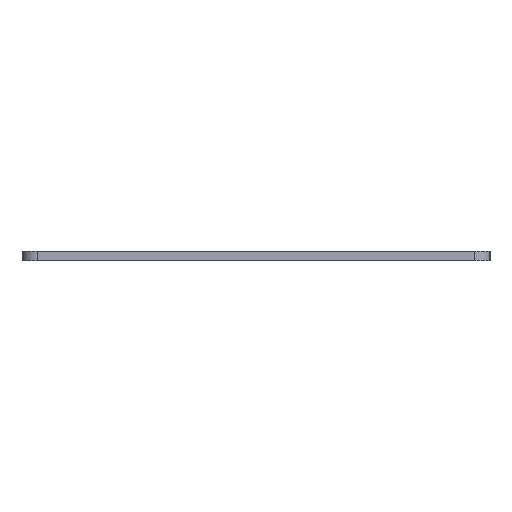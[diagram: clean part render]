
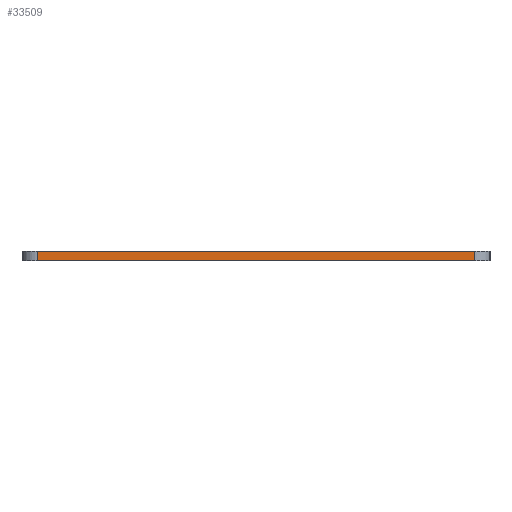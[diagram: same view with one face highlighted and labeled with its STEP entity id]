
A CAD part, left-side view. The second image highlights one B-rep face of the part: STEP entity #33509.
In plain terms, the highlighted planar face has unit normal (-1, 0, 0).
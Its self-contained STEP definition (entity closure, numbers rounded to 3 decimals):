
#55 = CYLINDRICAL_SURFACE('',#56,2.5);
#56 = AXIS2_PLACEMENT_3D('',#57,#58,#59);
#57 = CARTESIAN_POINT('',(17.5,-62.5,0.));
#58 = DIRECTION('',(-0.,-0.,-1.));
#59 = DIRECTION('',(1.,0.,-0.));
#83 = PLANE('',#84);
#84 = AXIS2_PLACEMENT_3D('',#85,#86,#87);
#85 = CARTESIAN_POINT('',(147.563,-98.1,1.6));
#86 = DIRECTION('',(-0.,-0.,-1.));
#87 = DIRECTION('',(-1.,0.,0.));
#137 = PLANE('',#138);
#138 = AXIS2_PLACEMENT_3D('',#139,#140,#141);
#139 = CARTESIAN_POINT('',(147.563,-98.1,0.));
#140 = DIRECTION('',(-0.,-0.,-1.));
#141 = DIRECTION('',(-1.,0.,0.));
#154 = VERTEX_POINT('',#155);
#155 = CARTESIAN_POINT('',(15.,-62.5,1.6));
#181 = EDGE_CURVE('',#182,#154,#184,.T.);
#182 = VERTEX_POINT('',#183);
#183 = CARTESIAN_POINT('',(15.,-62.5,0.));
#184 = SURFACE_CURVE('',#185,(#189,#196),.PCURVE_S1.);
#185 = LINE('',#186,#187);
#186 = CARTESIAN_POINT('',(15.,-62.5,0.));
#187 = VECTOR('',#188,1.);
#188 = DIRECTION('',(0.,0.,1.));
#189 = PCURVE('',#55,#190);
#190 = DEFINITIONAL_REPRESENTATION('',(#191),#195);
#191 = LINE('',#192,#193);
#192 = CARTESIAN_POINT('',(-3.142,0.));
#193 = VECTOR('',#194,1.);
#194 = DIRECTION('',(-0.,-1.));
#195 = ( GEOMETRIC_REPRESENTATION_CONTEXT(2) 
PARAMETRIC_REPRESENTATION_CONTEXT() REPRESENTATION_CONTEXT('2D SPACE',''
  ) );
#196 = PCURVE('',#197,#202);
#197 = PLANE('',#198);
#198 = AXIS2_PLACEMENT_3D('',#199,#200,#201);
#199 = CARTESIAN_POINT('',(15.,-133.7,0.));
#200 = DIRECTION('',(-1.,0.,0.));
#201 = DIRECTION('',(0.,1.,0.));
#202 = DEFINITIONAL_REPRESENTATION('',(#203),#207);
#203 = LINE('',#204,#205);
#204 = CARTESIAN_POINT('',(71.2,0.));
#205 = VECTOR('',#206,1.);
#206 = DIRECTION('',(0.,-1.));
#207 = ( GEOMETRIC_REPRESENTATION_CONTEXT(2) 
PARAMETRIC_REPRESENTATION_CONTEXT() REPRESENTATION_CONTEXT('2D SPACE',''
  ) );
#411 = VERTEX_POINT('',#412);
#412 = CARTESIAN_POINT('',(15.,-133.7,0.));
#431 = CYLINDRICAL_SURFACE('',#432,2.5);
#432 = AXIS2_PLACEMENT_3D('',#433,#434,#435);
#433 = CARTESIAN_POINT('',(17.5,-133.7,0.));
#434 = DIRECTION('',(-0.,-0.,-1.));
#435 = DIRECTION('',(1.,0.,-0.));
#443 = EDGE_CURVE('',#411,#182,#444,.T.);
#444 = SURFACE_CURVE('',#445,(#449,#456),.PCURVE_S1.);
#445 = LINE('',#446,#447);
#446 = CARTESIAN_POINT('',(15.,-133.7,0.));
#447 = VECTOR('',#448,1.);
#448 = DIRECTION('',(0.,1.,0.));
#449 = PCURVE('',#137,#450);
#450 = DEFINITIONAL_REPRESENTATION('',(#451),#455);
#451 = LINE('',#452,#453);
#452 = CARTESIAN_POINT('',(132.563,-35.6));
#453 = VECTOR('',#454,1.);
#454 = DIRECTION('',(0.,1.));
#455 = ( GEOMETRIC_REPRESENTATION_CONTEXT(2) 
PARAMETRIC_REPRESENTATION_CONTEXT() REPRESENTATION_CONTEXT('2D SPACE',''
  ) );
#456 = PCURVE('',#197,#457);
#457 = DEFINITIONAL_REPRESENTATION('',(#458),#462);
#458 = LINE('',#459,#460);
#459 = CARTESIAN_POINT('',(0.,0.));
#460 = VECTOR('',#461,1.);
#461 = DIRECTION('',(1.,0.));
#462 = ( GEOMETRIC_REPRESENTATION_CONTEXT(2) 
PARAMETRIC_REPRESENTATION_CONTEXT() REPRESENTATION_CONTEXT('2D SPACE',''
  ) );
#18243 = VERTEX_POINT('',#18244);
#18244 = CARTESIAN_POINT('',(15.,-133.7,1.6));
#18270 = EDGE_CURVE('',#18243,#154,#18271,.T.);
#18271 = SURFACE_CURVE('',#18272,(#18276,#18283),.PCURVE_S1.);
#18272 = LINE('',#18273,#18274);
#18273 = CARTESIAN_POINT('',(15.,-133.7,1.6));
#18274 = VECTOR('',#18275,1.);
#18275 = DIRECTION('',(0.,1.,0.));
#18276 = PCURVE('',#83,#18277);
#18277 = DEFINITIONAL_REPRESENTATION('',(#18278),#18282);
#18278 = LINE('',#18279,#18280);
#18279 = CARTESIAN_POINT('',(132.563,-35.6));
#18280 = VECTOR('',#18281,1.);
#18281 = DIRECTION('',(0.,1.));
#18282 = ( GEOMETRIC_REPRESENTATION_CONTEXT(2) 
PARAMETRIC_REPRESENTATION_CONTEXT() REPRESENTATION_CONTEXT('2D SPACE',''
  ) );
#18283 = PCURVE('',#197,#18284);
#18284 = DEFINITIONAL_REPRESENTATION('',(#18285),#18289);
#18285 = LINE('',#18286,#18287);
#18286 = CARTESIAN_POINT('',(0.,-1.6));
#18287 = VECTOR('',#18288,1.);
#18288 = DIRECTION('',(1.,0.));
#18289 = ( GEOMETRIC_REPRESENTATION_CONTEXT(2) 
PARAMETRIC_REPRESENTATION_CONTEXT() REPRESENTATION_CONTEXT('2D SPACE',''
  ) );
#33509 = ADVANCED_FACE('',(#33510),#197,.T.);
#33510 = FACE_BOUND('',#33511,.T.);
#33511 = EDGE_LOOP('',(#33512,#33533,#33534,#33535));
#33512 = ORIENTED_EDGE('',*,*,#33513,.T.);
#33513 = EDGE_CURVE('',#411,#18243,#33514,.T.);
#33514 = SURFACE_CURVE('',#33515,(#33519,#33526),.PCURVE_S1.);
#33515 = LINE('',#33516,#33517);
#33516 = CARTESIAN_POINT('',(15.,-133.7,0.));
#33517 = VECTOR('',#33518,1.);
#33518 = DIRECTION('',(0.,0.,1.));
#33519 = PCURVE('',#197,#33520);
#33520 = DEFINITIONAL_REPRESENTATION('',(#33521),#33525);
#33521 = LINE('',#33522,#33523);
#33522 = CARTESIAN_POINT('',(0.,0.));
#33523 = VECTOR('',#33524,1.);
#33524 = DIRECTION('',(0.,-1.));
#33525 = ( GEOMETRIC_REPRESENTATION_CONTEXT(2) 
PARAMETRIC_REPRESENTATION_CONTEXT() REPRESENTATION_CONTEXT('2D SPACE',''
  ) );
#33526 = PCURVE('',#431,#33527);
#33527 = DEFINITIONAL_REPRESENTATION('',(#33528),#33532);
#33528 = LINE('',#33529,#33530);
#33529 = CARTESIAN_POINT('',(-3.142,0.));
#33530 = VECTOR('',#33531,1.);
#33531 = DIRECTION('',(-0.,-1.));
#33532 = ( GEOMETRIC_REPRESENTATION_CONTEXT(2) 
PARAMETRIC_REPRESENTATION_CONTEXT() REPRESENTATION_CONTEXT('2D SPACE',''
  ) );
#33533 = ORIENTED_EDGE('',*,*,#18270,.T.);
#33534 = ORIENTED_EDGE('',*,*,#181,.F.);
#33535 = ORIENTED_EDGE('',*,*,#443,.F.);
